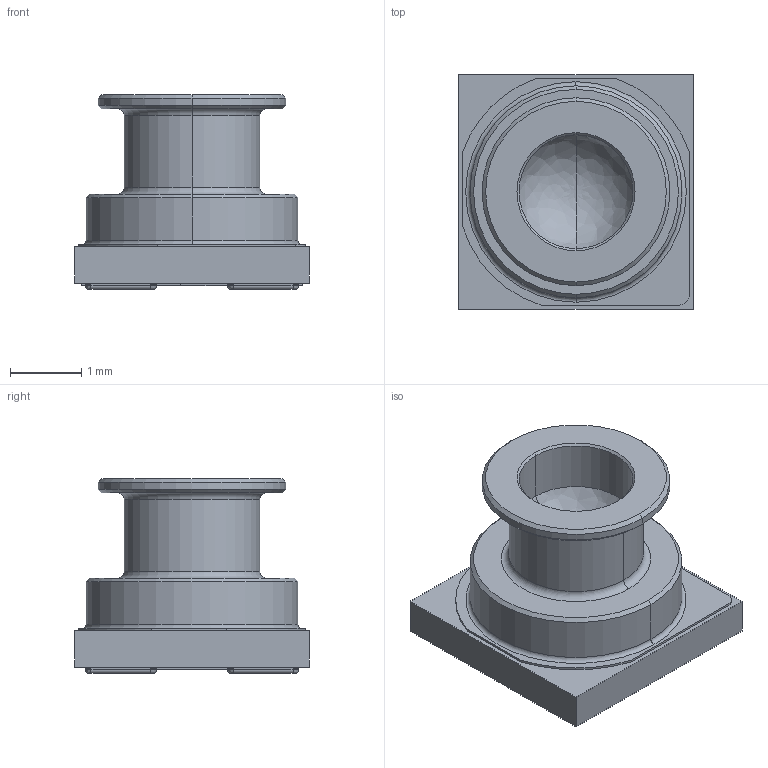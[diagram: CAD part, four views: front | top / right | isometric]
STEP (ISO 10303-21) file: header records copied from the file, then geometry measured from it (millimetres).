
FILE_DESCRIPTION((''),'2;1');
FILE_NAME('C-MS583702BA01-50','2018-11-06T',('workeradm'),('TE Connectivity Ltd.'),'CREO PARAMETRIC BY PTC INC, 2016050','CREO PARAMETRIC BY PTC INC, 2016050','');
FILE_SCHEMA(('AUTOMOTIVE_DESIGN { 1 0 10303 214 1 1 1 1 }'));
Length unit declared in the file: millimetre
Products named in the file (1): C-MS583702BA01-50
Bounding box: 3.3 x 3.3 x 2.74 mm (x, y, z)
Volume: 13.7 mm3; surface area: 53.6 mm2
Topology: 1 solids, 1 shells, 140 faces, 340 edges, 207 vertices
Faces by surface type: plane 64, cylinder 44, bspline 18, cone 8, torus 6
Entity records: 4484 total; most frequent: CARTESIAN_POINT 981, DIRECTION 708, ORIENTED_EDGE 676, EDGE_CURVE 338, AXIS2_PLACEMENT_3D 248, VECTOR 212, LINE 212, VERTEX_POINT 207
